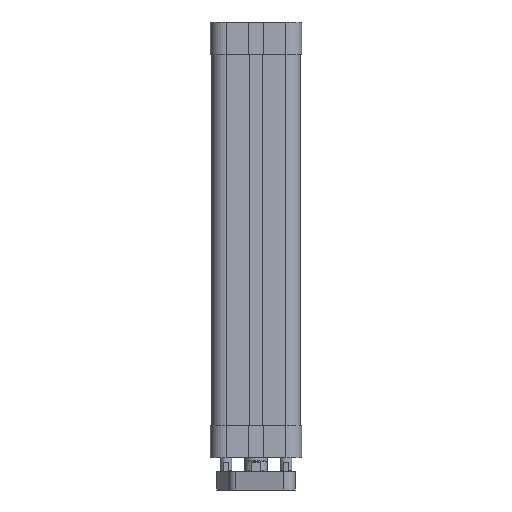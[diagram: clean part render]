
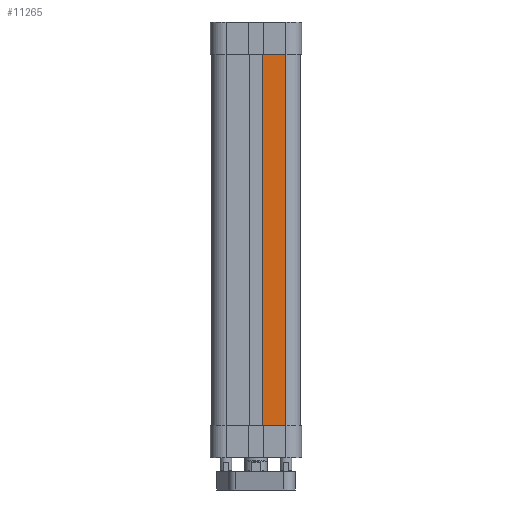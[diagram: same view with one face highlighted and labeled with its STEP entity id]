
A CAD part, front view. The second image highlights one B-rep face of the part: STEP entity #11265.
In plain terms, the highlighted planar face has unit normal (0, -1, 0).
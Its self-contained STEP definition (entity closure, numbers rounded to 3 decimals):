
#397=LINE('',#17792,#1099);
#438=LINE('',#17992,#1140);
#556=LINE('',#18338,#1258);
#557=LINE('',#18340,#1259);
#1099=VECTOR('',#14114,10.15);
#1140=VECTOR('',#14275,10.15);
#1258=VECTOR('',#14661,161.);
#1259=VECTOR('',#14664,161.);
#1725=PLANE('',#12317);
#2838=FACE_OUTER_BOUND('',#3719,.T.);
#3719=EDGE_LOOP('',(#9012,#9013,#9014,#9015));
#5431=VERTEX_POINT('',#17789);
#5432=VERTEX_POINT('',#17791);
#5530=VERTEX_POINT('',#17989);
#5531=VERTEX_POINT('',#17991);
#6634=EDGE_CURVE('',#5432,#5431,#397,.T.);
#6733=EDGE_CURVE('',#5531,#5530,#438,.T.);
#6907=EDGE_CURVE('',#5530,#5432,#556,.T.);
#6908=EDGE_CURVE('',#5531,#5431,#557,.T.);
#9012=ORIENTED_EDGE('',*,*,#6634,.T.);
#9013=ORIENTED_EDGE('',*,*,#6908,.F.);
#9014=ORIENTED_EDGE('',*,*,#6733,.T.);
#9015=ORIENTED_EDGE('',*,*,#6907,.T.);
#11265=ADVANCED_FACE('',(#2838),#1725,.T.);
#12317=AXIS2_PLACEMENT_3D('',#18339,#14662,#14663);
#14114=DIRECTION('',(-1.,0.,0.));
#14275=DIRECTION('',(1.,0.,0.));
#14661=DIRECTION('',(0.,0.,1.));
#14662=DIRECTION('center_axis',(0.,-1.,0.));
#14663=DIRECTION('ref_axis',(0.,0.,-1.));
#14664=DIRECTION('',(0.,0.,1.));
#17789=CARTESIAN_POINT('',(2.85,-19.25,0.));
#17791=CARTESIAN_POINT('',(13.,-19.25,0.));
#17792=CARTESIAN_POINT('',(2.85,-19.25,0.));
#17989=CARTESIAN_POINT('',(13.,-19.25,-161.));
#17991=CARTESIAN_POINT('',(2.85,-19.25,-161.));
#17992=CARTESIAN_POINT('',(2.85,-19.25,-161.));
#18338=CARTESIAN_POINT('',(13.,-19.25,-80.5));
#18339=CARTESIAN_POINT('Origin',(13.,-19.25,-80.5));
#18340=CARTESIAN_POINT('',(2.85,-19.25,-80.5));
